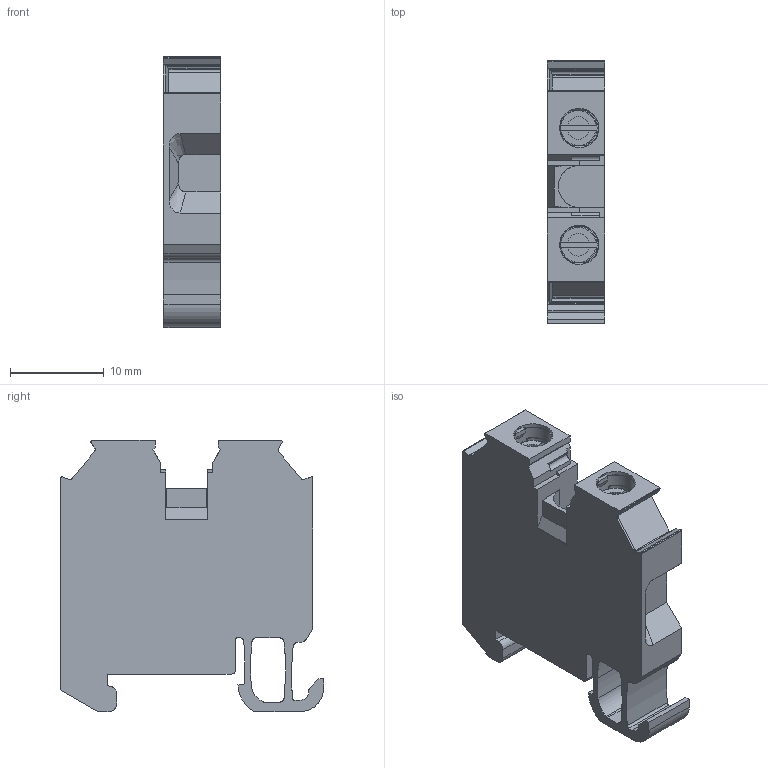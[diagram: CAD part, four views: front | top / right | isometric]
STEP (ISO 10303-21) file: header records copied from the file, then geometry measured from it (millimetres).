
FILE_DESCRIPTION(('CATIA V5 STEP Exchange','CAx-IF Rec.Pracs.--- Model Styling and Organization---1.4--- 2014-01-23'),'2;1');
FILE_NAME ('D1445831_2', '2022-09-05T06:50:35+00:00', ('none'), ('Weidmueller'), 'CATIA Version 5-6 Release 2016 SP3 HF44', 'CATIA V5 STEP AP214', 'none');
FILE_SCHEMA(('AUTOMOTIVE_DESIGN { 1 0 10303 214 1 1 1 1 }'));
Length unit declared in the file: millimetre
Products named in the file (1): 0294380000
Bounding box: 6.1 x 28.15 x 29 mm (x, y, z)
Volume: 3543.2 mm3; surface area: 2687.8 mm2
Topology: 3 solids, 3 shells, 325 faces, 888 edges, 577 vertices
Faces by surface type: plane 147, cylinder 105, extrusion 31, torus 25, cone 13, bspline 4
Entity records: 10803 total; most frequent: CARTESIAN_POINT 3100, ORIENTED_EDGE 1776, DIRECTION 1232, EDGE_CURVE 888, VERTEX_POINT 577, VECTOR 551, LINE 520, AXIS2_PLACEMENT_3D 467
